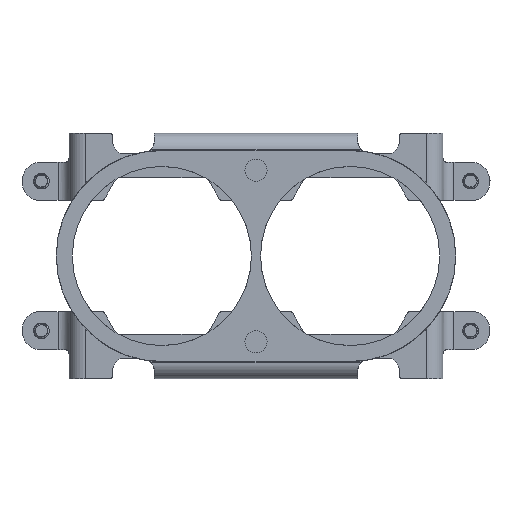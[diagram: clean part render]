
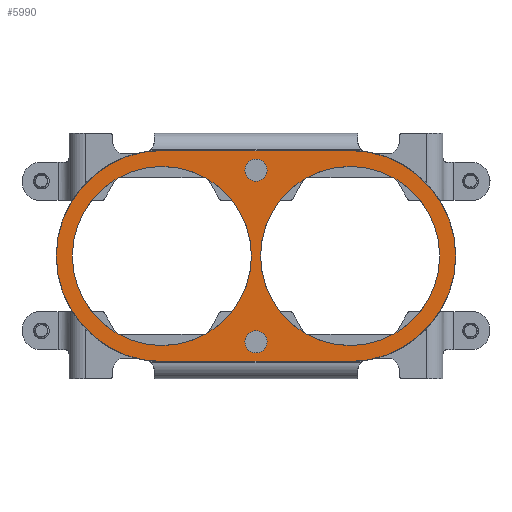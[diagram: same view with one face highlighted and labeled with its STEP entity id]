
A CAD part, front view. The second image highlights one B-rep face of the part: STEP entity #5990.
In plain terms, the highlighted planar face has unit normal (0, -1, 0).
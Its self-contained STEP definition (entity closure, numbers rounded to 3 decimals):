
#393=DIRECTION('',(1.,0.,0.));
#394=VECTOR('',#393,34.);
#395=CARTESIAN_POINT('',(19.05,0.,-38.1));
#396=LINE('',#395,#394);
#397=CARTESIAN_POINT('',(19.05,0.,-19.05));
#398=DIRECTION('',(0.,1.,0.));
#399=DIRECTION('',(0.,0.,-1.));
#400=AXIS2_PLACEMENT_3D('',#397,#398,#399);
#402=CARTESIAN_POINT('',(19.05,0.,-19.05));
#403=DIRECTION('',(0.,1.,0.));
#404=DIRECTION('',(-1.,0.,0.));
#405=AXIS2_PLACEMENT_3D('',#402,#403,#404);
#407=CARTESIAN_POINT('',(53.05,0.,-19.05));
#408=DIRECTION('',(0.,1.,0.));
#409=DIRECTION('',(0.,0.,1.));
#410=AXIS2_PLACEMENT_3D('',#407,#408,#409);
#412=CARTESIAN_POINT('',(53.05,0.,-19.05));
#413=DIRECTION('',(0.,1.,0.));
#414=DIRECTION('',(1.,0.,0.));
#415=AXIS2_PLACEMENT_3D('',#412,#413,#414);
#417=CARTESIAN_POINT('',(19.05,0.,-19.05));
#418=DIRECTION('',(0.,-1.,0.));
#419=DIRECTION('',(1.,0.,0.));
#420=AXIS2_PLACEMENT_3D('',#417,#418,#419);
#422=CARTESIAN_POINT('',(19.05,0.,-19.05));
#423=DIRECTION('',(0.,-1.,0.));
#424=DIRECTION('',(-1.,0.,0.));
#425=AXIS2_PLACEMENT_3D('',#422,#423,#424);
#427=CARTESIAN_POINT('',(53.05,0.,-19.05));
#428=DIRECTION('',(0.,-1.,0.));
#429=DIRECTION('',(1.,0.,0.));
#430=AXIS2_PLACEMENT_3D('',#427,#428,#429);
#432=CARTESIAN_POINT('',(53.05,0.,-19.05));
#433=DIRECTION('',(0.,-1.,0.));
#434=DIRECTION('',(-1.,0.,0.));
#435=AXIS2_PLACEMENT_3D('',#432,#433,#434);
#437=CARTESIAN_POINT('',(36.05,0.,-34.55));
#438=DIRECTION('',(0.,-1.,0.));
#439=DIRECTION('',(-1.,0.,-0.005));
#440=AXIS2_PLACEMENT_3D('',#437,#438,#439);
#442=CARTESIAN_POINT('',(36.05,0.,-34.55));
#443=DIRECTION('',(0.,-1.,0.));
#444=DIRECTION('',(1.,0.,0.005));
#445=AXIS2_PLACEMENT_3D('',#442,#443,#444);
#447=CARTESIAN_POINT('',(36.05,0.,-3.55));
#448=DIRECTION('',(0.,-1.,0.));
#449=DIRECTION('',(-1.,0.,0.003));
#450=AXIS2_PLACEMENT_3D('',#447,#448,#449);
#452=CARTESIAN_POINT('',(36.05,0.,-3.55));
#453=DIRECTION('',(0.,-1.,0.));
#454=DIRECTION('',(1.,0.,-0.003));
#455=AXIS2_PLACEMENT_3D('',#452,#453,#454);
#461=DIRECTION('',(-1.,0.,0.));
#462=VECTOR('',#461,34.);
#463=CARTESIAN_POINT('',(53.05,0.,0.));
#464=LINE('',#463,#462);
#4388=CARTESIAN_POINT('',(53.05,0.,-38.1));
#4389=VERTEX_POINT('',#4388);
#4390=CARTESIAN_POINT('',(72.1,0.,-19.05));
#4391=VERTEX_POINT('',#4390);
#4392=CARTESIAN_POINT('',(53.05,0.,0.));
#4393=VERTEX_POINT('',#4392);
#4406=CARTESIAN_POINT('',(19.05,0.,0.));
#4407=VERTEX_POINT('',#4406);
#4408=CARTESIAN_POINT('',(0.,0.,-19.05));
#4409=VERTEX_POINT('',#4408);
#4410=CARTESIAN_POINT('',(19.05,0.,-38.1));
#4411=VERTEX_POINT('',#4410);
#4477=CARTESIAN_POINT('',(35.225,0.,-19.05));
#4478=CARTESIAN_POINT('',(2.875,0.,-19.05));
#4479=VERTEX_POINT('',#4477);
#4480=VERTEX_POINT('',#4478);
#4481=CARTESIAN_POINT('',(69.225,0.,-19.05));
#4482=CARTESIAN_POINT('',(36.875,0.,-19.05));
#4483=VERTEX_POINT('',#4481);
#4484=VERTEX_POINT('',#4482);
#4485=CARTESIAN_POINT('',(34.05,0.,-34.561));
#4486=CARTESIAN_POINT('',(38.05,0.,-34.539));
#4487=VERTEX_POINT('',#4485);
#4488=VERTEX_POINT('',#4486);
#4489=CARTESIAN_POINT('',(34.05,0.,-3.544));
#4490=CARTESIAN_POINT('',(38.05,0.,-3.556));
#4491=VERTEX_POINT('',#4489);
#4492=VERTEX_POINT('',#4490);
#5952=CARTESIAN_POINT('',(36.05,0.,-19.05));
#5953=DIRECTION('',(0.,1.,0.));
#5954=DIRECTION('',(1.,0.,0.));
#5955=AXIS2_PLACEMENT_3D('',#5952,#5953,#5954);
#5956=PLANE('',#5955);
#5957=ORIENTED_EDGE('',*,*,#5756,.T.);
#5958=ORIENTED_EDGE('',*,*,#5754,.T.);
#5960=ORIENTED_EDGE('',*,*,#5959,.F.);
#5961=ORIENTED_EDGE('',*,*,#5716,.T.);
#5962=ORIENTED_EDGE('',*,*,#5714,.T.);
#5963=ORIENTED_EDGE('',*,*,#5946,.F.);
#5964=EDGE_LOOP('',(#5957,#5958,#5960,#5961,#5962,#5963));
#5965=FACE_OUTER_BOUND('',#5964,.F.);
#5967=ORIENTED_EDGE('',*,*,#5966,.T.);
#5969=ORIENTED_EDGE('',*,*,#5968,.T.);
#5970=EDGE_LOOP('',(#5967,#5969));
#5971=FACE_BOUND('',#5970,.F.);
#5973=ORIENTED_EDGE('',*,*,#5972,.T.);
#5975=ORIENTED_EDGE('',*,*,#5974,.T.);
#5976=EDGE_LOOP('',(#5973,#5975));
#5977=FACE_BOUND('',#5976,.F.);
#5979=ORIENTED_EDGE('',*,*,#5978,.T.);
#5981=ORIENTED_EDGE('',*,*,#5980,.T.);
#5982=EDGE_LOOP('',(#5979,#5981));
#5983=FACE_BOUND('',#5982,.F.);
#5985=ORIENTED_EDGE('',*,*,#5984,.T.);
#5987=ORIENTED_EDGE('',*,*,#5986,.T.);
#5988=EDGE_LOOP('',(#5985,#5987));
#5989=FACE_BOUND('',#5988,.F.);
#5990=ADVANCED_FACE('',(#5965,#5971,#5977,#5983,#5989),#5956,.F.);
#401=CIRCLE('',#400,19.05);
#406=CIRCLE('',#405,19.05);
#411=CIRCLE('',#410,19.05);
#416=CIRCLE('',#415,19.05);
#421=CIRCLE('',#420,16.175);
#426=CIRCLE('',#425,16.175);
#431=CIRCLE('',#430,16.175);
#436=CIRCLE('',#435,16.175);
#441=CIRCLE('',#440,2.);
#446=CIRCLE('',#445,2.);
#451=CIRCLE('',#450,2.);
#456=CIRCLE('',#455,2.);
#5714=EDGE_CURVE('',#4391,#4389,#416,.T.);
#5716=EDGE_CURVE('',#4393,#4391,#411,.T.);
#5754=EDGE_CURVE('',#4409,#4407,#406,.T.);
#5756=EDGE_CURVE('',#4411,#4409,#401,.T.);
#5946=EDGE_CURVE('',#4411,#4389,#396,.T.);
#5959=EDGE_CURVE('',#4393,#4407,#464,.T.);
#5966=EDGE_CURVE('',#4479,#4480,#421,.T.);
#5968=EDGE_CURVE('',#4480,#4479,#426,.T.);
#5972=EDGE_CURVE('',#4483,#4484,#431,.T.);
#5974=EDGE_CURVE('',#4484,#4483,#436,.T.);
#5978=EDGE_CURVE('',#4487,#4488,#441,.T.);
#5980=EDGE_CURVE('',#4488,#4487,#446,.T.);
#5984=EDGE_CURVE('',#4491,#4492,#451,.T.);
#5986=EDGE_CURVE('',#4492,#4491,#456,.T.);
